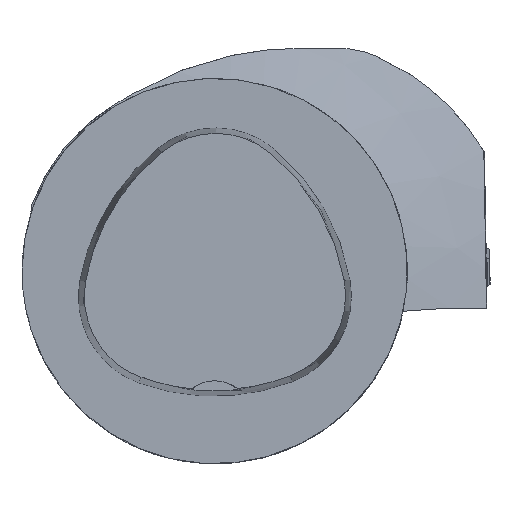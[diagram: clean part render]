
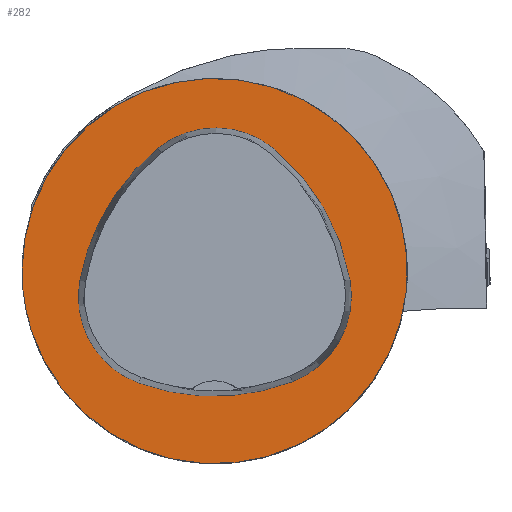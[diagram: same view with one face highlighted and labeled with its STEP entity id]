
A CAD part, top view. The second image highlights one B-rep face of the part: STEP entity #282.
In plain terms, the highlighted planar face has unit normal (0, 0, 1).
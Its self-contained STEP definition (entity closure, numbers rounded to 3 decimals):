
#135=FACE_BOUND('',#531,.T.);
#136=FACE_BOUND('',#532,.T.);
#197=CIRCLE('',#1988,31.5);
#198=CIRCLE('',#1994,36.);
#200=CIRCLE('',#1997,15.);
#202=CIRCLE('',#2000,36.);
#204=CIRCLE('',#2003,15.);
#208=CIRCLE('',#2008,36.);
#210=CIRCLE('',#2011,15.);
#282=ADVANCED_FACE('',(#135,#136),#350,.T.);
#350=PLANE('',#2016);
#531=EDGE_LOOP('',(#992,#993,#994,#995,#996,#997));
#532=EDGE_LOOP('',(#998));
#992=ORIENTED_EDGE('',*,*,#1483,.T.);
#993=ORIENTED_EDGE('',*,*,#1463,.T.);
#994=ORIENTED_EDGE('',*,*,#1467,.T.);
#995=ORIENTED_EDGE('',*,*,#1470,.T.);
#996=ORIENTED_EDGE('',*,*,#1473,.T.);
#997=ORIENTED_EDGE('',*,*,#1481,.T.);
#998=ORIENTED_EDGE('',*,*,#1454,.F.);
#1235=VERTEX_POINT('',#3204);
#1244=VERTEX_POINT('',#3223);
#1245=VERTEX_POINT('',#3224);
#1248=VERTEX_POINT('',#3232);
#1250=VERTEX_POINT('',#3238);
#1252=VERTEX_POINT('',#3244);
#1259=VERTEX_POINT('',#3265);
#1454=EDGE_CURVE('',#1235,#1235,#197,.T.);
#1463=EDGE_CURVE('',#1244,#1245,#198,.T.);
#1467=EDGE_CURVE('',#1245,#1248,#200,.T.);
#1470=EDGE_CURVE('',#1248,#1250,#202,.T.);
#1473=EDGE_CURVE('',#1250,#1252,#204,.T.);
#1481=EDGE_CURVE('',#1252,#1259,#208,.T.);
#1483=EDGE_CURVE('',#1259,#1244,#210,.T.);
#1988=AXIS2_PLACEMENT_3D('',#3203,#2413,#2414);
#1994=AXIS2_PLACEMENT_3D('',#3222,#2429,#2430);
#1997=AXIS2_PLACEMENT_3D('',#3231,#2437,#2438);
#2000=AXIS2_PLACEMENT_3D('',#3237,#2444,#2445);
#2003=AXIS2_PLACEMENT_3D('',#3243,#2451,#2452);
#2008=AXIS2_PLACEMENT_3D('',#3266,#2463,#2464);
#2011=AXIS2_PLACEMENT_3D('',#3269,#2469,#2470);
#2016=AXIS2_PLACEMENT_3D('',#3274,#2479,#2480);
#2413=DIRECTION('',(0.,0.,-1.));
#2414=DIRECTION('',(-1.,0.,0.));
#2429=DIRECTION('',(0.,0.,-1.));
#2430=DIRECTION('',(-1.,0.,0.));
#2437=DIRECTION('',(0.,0.,-1.));
#2438=DIRECTION('',(-1.,0.,0.));
#2444=DIRECTION('',(0.,0.,-1.));
#2445=DIRECTION('',(-1.,0.,0.));
#2451=DIRECTION('',(0.,0.,-1.));
#2452=DIRECTION('',(-1.,0.,0.));
#2463=DIRECTION('',(0.,0.,-1.));
#2464=DIRECTION('',(-1.,0.,0.));
#2469=DIRECTION('',(0.,0.,-1.));
#2470=DIRECTION('',(-1.,0.,0.));
#2479=DIRECTION('',(0.,0.,1.));
#2480=DIRECTION('',(1.,0.,0.));
#3203=CARTESIAN_POINT('',(0.,0.,0.));
#3204=CARTESIAN_POINT('',(-31.5,0.,0.));
#3222=CARTESIAN_POINT('',(13.398,-7.893,0.));
#3223=CARTESIAN_POINT('',(-22.041,-1.562,0.));
#3224=CARTESIAN_POINT('',(-9.317,20.036,0.));
#3231=CARTESIAN_POINT('',(0.148,8.399,0.));
#3232=CARTESIAN_POINT('',(9.779,19.898,0.));
#3237=CARTESIAN_POINT('',(-13.337,-7.7,0.));
#3238=CARTESIAN_POINT('',(22.122,-1.48,0.));
#3243=CARTESIAN_POINT('',(7.347,-4.071,0.));
#3244=CARTESIAN_POINT('',(12.693,-18.087,0.));
#3265=CARTESIAN_POINT('',(-12.373,-18.307,0.));
#3266=CARTESIAN_POINT('',(-0.137,15.55,0.));
#3269=CARTESIAN_POINT('',(-7.275,-4.2,0.));
#3274=CARTESIAN_POINT('',(0.,0.,0.));
